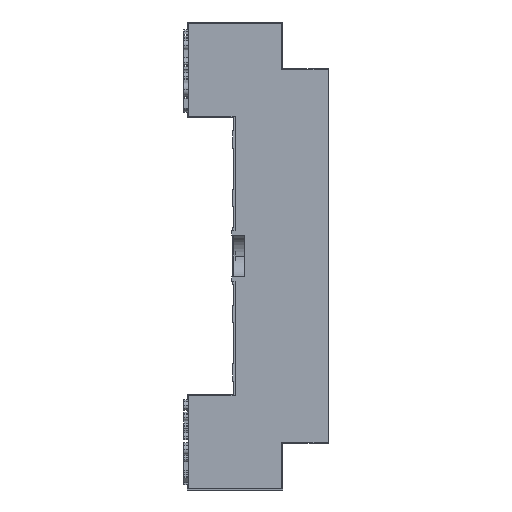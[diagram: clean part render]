
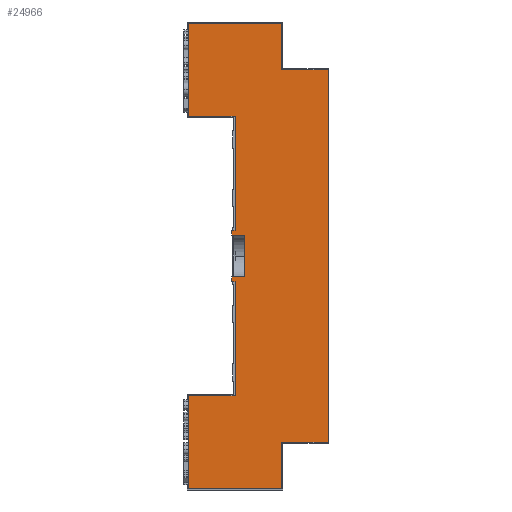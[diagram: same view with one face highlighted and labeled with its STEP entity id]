
A CAD part, front view. The second image highlights one B-rep face of the part: STEP entity #24966.
In plain terms, the highlighted planar face has unit normal (0, -1, 0).
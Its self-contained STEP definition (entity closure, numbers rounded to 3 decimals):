
#1439=FACE_OUTER_BOUND('',#2782,.T.);
#2782=EDGE_LOOP('',(#18750,#18751,#18752,#18753,#18754,#18755,#18756,#18757,
#18758,#18759,#18760,#18761,#18762,#18763,#18764,#18765,#18766,#18767,#18768,
#18769));
#4992=LINE('',#35477,#8170);
#4993=LINE('',#35479,#8171);
#4994=LINE('',#35481,#8172);
#4995=LINE('',#35483,#8173);
#4996=LINE('',#35485,#8174);
#4997=LINE('',#35487,#8175);
#4998=LINE('',#35489,#8176);
#4999=LINE('',#35491,#8177);
#5000=LINE('',#35493,#8178);
#5001=LINE('',#35495,#8179);
#5002=LINE('',#35497,#8180);
#5003=LINE('',#35499,#8181);
#5004=LINE('',#35501,#8182);
#5005=LINE('',#35503,#8183);
#5006=LINE('',#35505,#8184);
#5007=LINE('',#35507,#8185);
#5008=LINE('',#35509,#8186);
#5009=LINE('',#35511,#8187);
#5010=LINE('',#35513,#8188);
#5011=LINE('',#35514,#8189);
#8170=VECTOR('',#29446,10.);
#8171=VECTOR('',#29447,10.);
#8172=VECTOR('',#29448,10.);
#8173=VECTOR('',#29449,10.);
#8174=VECTOR('',#29450,10.);
#8175=VECTOR('',#29451,10.);
#8176=VECTOR('',#29452,10.);
#8177=VECTOR('',#29453,10.);
#8178=VECTOR('',#29454,10.);
#8179=VECTOR('',#29455,10.);
#8180=VECTOR('',#29456,10.);
#8181=VECTOR('',#29457,10.);
#8182=VECTOR('',#29458,10.);
#8183=VECTOR('',#29459,10.);
#8184=VECTOR('',#29460,10.);
#8185=VECTOR('',#29461,10.);
#8186=VECTOR('',#29462,10.);
#8187=VECTOR('',#29463,10.);
#8188=VECTOR('',#29464,10.);
#8189=VECTOR('',#29465,10.);
#10927=VERTEX_POINT('',#35475);
#10928=VERTEX_POINT('',#35476);
#10929=VERTEX_POINT('',#35478);
#10930=VERTEX_POINT('',#35480);
#10931=VERTEX_POINT('',#35482);
#10932=VERTEX_POINT('',#35484);
#10933=VERTEX_POINT('',#35486);
#10934=VERTEX_POINT('',#35488);
#10935=VERTEX_POINT('',#35490);
#10936=VERTEX_POINT('',#35492);
#10937=VERTEX_POINT('',#35494);
#10938=VERTEX_POINT('',#35496);
#10939=VERTEX_POINT('',#35498);
#10940=VERTEX_POINT('',#35500);
#10941=VERTEX_POINT('',#35502);
#10942=VERTEX_POINT('',#35504);
#10943=VERTEX_POINT('',#35506);
#10944=VERTEX_POINT('',#35508);
#10945=VERTEX_POINT('',#35510);
#10946=VERTEX_POINT('',#35512);
#13780=EDGE_CURVE('',#10927,#10928,#4992,.T.);
#13781=EDGE_CURVE('',#10927,#10929,#4993,.T.);
#13782=EDGE_CURVE('',#10929,#10930,#4994,.T.);
#13783=EDGE_CURVE('',#10931,#10930,#4995,.T.);
#13784=EDGE_CURVE('',#10932,#10931,#4996,.T.);
#13785=EDGE_CURVE('',#10933,#10932,#4997,.T.);
#13786=EDGE_CURVE('',#10934,#10933,#4998,.T.);
#13787=EDGE_CURVE('',#10935,#10934,#4999,.T.);
#13788=EDGE_CURVE('',#10936,#10935,#5000,.T.);
#13789=EDGE_CURVE('',#10937,#10936,#5001,.T.);
#13790=EDGE_CURVE('',#10938,#10937,#5002,.T.);
#13791=EDGE_CURVE('',#10939,#10938,#5003,.T.);
#13792=EDGE_CURVE('',#10940,#10939,#5004,.T.);
#13793=EDGE_CURVE('',#10941,#10940,#5005,.T.);
#13794=EDGE_CURVE('',#10942,#10941,#5006,.T.);
#13795=EDGE_CURVE('',#10943,#10942,#5007,.T.);
#13796=EDGE_CURVE('',#10944,#10943,#5008,.T.);
#13797=EDGE_CURVE('',#10945,#10944,#5009,.T.);
#13798=EDGE_CURVE('',#10946,#10945,#5010,.T.);
#13799=EDGE_CURVE('',#10928,#10946,#5011,.T.);
#18750=ORIENTED_EDGE('',*,*,#13780,.F.);
#18751=ORIENTED_EDGE('',*,*,#13781,.T.);
#18752=ORIENTED_EDGE('',*,*,#13782,.T.);
#18753=ORIENTED_EDGE('',*,*,#13783,.F.);
#18754=ORIENTED_EDGE('',*,*,#13784,.F.);
#18755=ORIENTED_EDGE('',*,*,#13785,.F.);
#18756=ORIENTED_EDGE('',*,*,#13786,.F.);
#18757=ORIENTED_EDGE('',*,*,#13787,.F.);
#18758=ORIENTED_EDGE('',*,*,#13788,.F.);
#18759=ORIENTED_EDGE('',*,*,#13789,.F.);
#18760=ORIENTED_EDGE('',*,*,#13790,.F.);
#18761=ORIENTED_EDGE('',*,*,#13791,.F.);
#18762=ORIENTED_EDGE('',*,*,#13792,.F.);
#18763=ORIENTED_EDGE('',*,*,#13793,.F.);
#18764=ORIENTED_EDGE('',*,*,#13794,.F.);
#18765=ORIENTED_EDGE('',*,*,#13795,.F.);
#18766=ORIENTED_EDGE('',*,*,#13796,.F.);
#18767=ORIENTED_EDGE('',*,*,#13797,.F.);
#18768=ORIENTED_EDGE('',*,*,#13798,.F.);
#18769=ORIENTED_EDGE('',*,*,#13799,.F.);
#23843=PLANE('',#26375);
#24966=ADVANCED_FACE('',(#1439),#23843,.F.);
#26375=AXIS2_PLACEMENT_3D('',#35474,#29444,#29445);
#29444=DIRECTION('center_axis',(0.,1.,0.));
#29445=DIRECTION('ref_axis',(0.,0.,1.));
#29446=DIRECTION('',(-1.,0.,0.));
#29447=DIRECTION('',(0.,0.,-1.));
#29448=DIRECTION('',(-1.,0.,0.));
#29449=DIRECTION('',(0.,0.,1.));
#29450=DIRECTION('',(-1.,0.,0.));
#29451=DIRECTION('',(0.,0.,1.));
#29452=DIRECTION('',(1.,0.,0.));
#29453=DIRECTION('',(0.,0.,1.));
#29454=DIRECTION('',(-1.,0.,0.));
#29455=DIRECTION('',(0.,0.,-1.));
#29456=DIRECTION('',(-1.,0.,0.));
#29457=DIRECTION('',(0.,0.,-1.));
#29458=DIRECTION('',(1.,0.,0.));
#29459=DIRECTION('',(0.,0.,-1.));
#29460=DIRECTION('',(1.,0.,0.));
#29461=DIRECTION('',(0.,0.,1.));
#29462=DIRECTION('',(-1.,0.,0.));
#29463=DIRECTION('',(0.,0.,1.));
#29464=DIRECTION('',(1.,0.,0.));
#29465=DIRECTION('',(0.,0.,1.));
#35474=CARTESIAN_POINT('Origin',(-5.,-1.,0.));
#35475=CARTESIAN_POINT('',(-8.,-1.,4.5));
#35476=CARTESIAN_POINT('',(-10.75,-1.,4.5));
#35477=CARTESIAN_POINT('',(-10.,-1.,4.5));
#35478=CARTESIAN_POINT('',(-8.,-1.,-4.5));
#35479=CARTESIAN_POINT('',(-8.,-1.,0.));
#35480=CARTESIAN_POINT('',(-10.75,-1.,-4.5));
#35481=CARTESIAN_POINT('',(-7.,-1.,-4.5));
#35482=CARTESIAN_POINT('',(-10.75,-1.,-5.5));
#35483=CARTESIAN_POINT('',(-10.75,-1.,2.5));
#35484=CARTESIAN_POINT('',(-10.,-1.,-5.5));
#35485=CARTESIAN_POINT('',(-7.5,-1.,-5.5));
#35486=CARTESIAN_POINT('',(-10.,-1.,-30.));
#35487=CARTESIAN_POINT('',(-10.,-1.,-15.));
#35488=CARTESIAN_POINT('',(-20.,-1.,-30.));
#35489=CARTESIAN_POINT('',(-12.5,-1.,-30.));
#35490=CARTESIAN_POINT('',(-20.,-1.,-50.));
#35491=CARTESIAN_POINT('',(-20.,-1.,-25.));
#35492=CARTESIAN_POINT('',(0.,-1.,-50.));
#35493=CARTESIAN_POINT('',(-2.5,-1.,-50.));
#35494=CARTESIAN_POINT('',(0.,-1.,-40.));
#35495=CARTESIAN_POINT('',(0.,-1.,-20.));
#35496=CARTESIAN_POINT('',(10.,-1.,-40.));
#35497=CARTESIAN_POINT('',(2.5,-1.,-40.));
#35498=CARTESIAN_POINT('',(10.,-1.,40.));
#35499=CARTESIAN_POINT('',(10.,-1.,20.));
#35500=CARTESIAN_POINT('',(0.,-1.,40.));
#35501=CARTESIAN_POINT('',(-2.5,-1.,40.));
#35502=CARTESIAN_POINT('',(0.,-1.,50.));
#35503=CARTESIAN_POINT('',(0.,-1.,25.));
#35504=CARTESIAN_POINT('',(-20.,-1.,50.));
#35505=CARTESIAN_POINT('',(-12.5,-1.,50.));
#35506=CARTESIAN_POINT('',(-20.,-1.,30.));
#35507=CARTESIAN_POINT('',(-20.,-1.,15.));
#35508=CARTESIAN_POINT('',(-10.,-1.,30.));
#35509=CARTESIAN_POINT('',(-7.5,-1.,30.));
#35510=CARTESIAN_POINT('',(-10.,-1.,5.5));
#35511=CARTESIAN_POINT('',(-10.,-1.,-15.));
#35512=CARTESIAN_POINT('',(-10.75,-1.,5.5));
#35513=CARTESIAN_POINT('',(-7.5,-1.,5.5));
#35514=CARTESIAN_POINT('',(-10.75,-1.,2.5));
